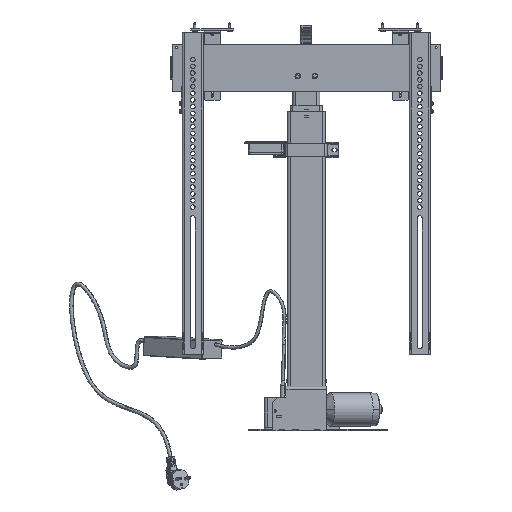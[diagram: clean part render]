
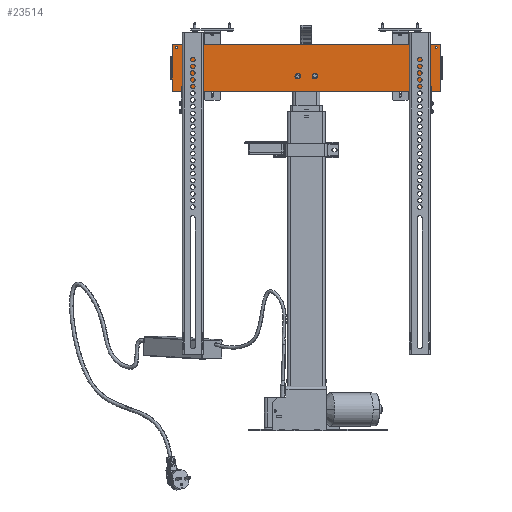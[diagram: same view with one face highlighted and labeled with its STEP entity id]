
A CAD part, front view. The second image highlights one B-rep face of the part: STEP entity #23514.
In plain terms, the highlighted face is planar.
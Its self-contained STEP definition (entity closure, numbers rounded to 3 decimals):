
#151 = FACE_BOUND ( 'NONE', #55623, .T. ) ;
#302 = AXIS2_PLACEMENT_3D ( 'NONE', #28966, #22791, #1768 ) ;
#601 = EDGE_CURVE ( 'NONE', #57350, #75555, #85529, .T. ) ;
#1497 = EDGE_CURVE ( 'NONE', #43451, #64861, #2992, .T. ) ;
#1768 = DIRECTION ( 'NONE',  ( 1., 0., 0. ) ) ;
#2992 = CIRCLE ( 'NONE', #73017, 2. ) ;
#3234 = CARTESIAN_POINT ( 'NONE',  ( 250., 41.5, 2. ) ) ;
#3328 = DIRECTION ( 'NONE',  ( -1., 0., 0. ) ) ;
#5961 = DIRECTION ( 'NONE',  ( 0., 0., 1. ) ) ;
#6187 = CARTESIAN_POINT ( 'NONE',  ( -247.5, 41.5, 2. ) ) ;
#6640 = VERTEX_POINT ( 'NONE', #15857 ) ;
#8200 = VERTEX_POINT ( 'NONE', #55665 ) ;
#8583 = CARTESIAN_POINT ( 'NONE',  ( -250., -44., 2. ) ) ;
#9654 = DIRECTION ( 'NONE',  ( 1., 0., 0. ) ) ;
#9873 = DIRECTION ( 'NONE',  ( 1., 0., 0. ) ) ;
#10121 = CIRCLE ( 'NONE', #75993, 2. ) ;
#10273 = CIRCLE ( 'NONE', #59287, 2.5 ) ;
#10906 = ORIENTED_EDGE ( 'NONE', *, *, #80783, .T. ) ;
#11542 = DIRECTION ( 'NONE',  ( 1., 0., 0. ) ) ;
#13096 = ORIENTED_EDGE ( 'NONE', *, *, #26352, .T. ) ;
#13717 = ORIENTED_EDGE ( 'NONE', *, *, #65299, .F. ) ;
#13719 = FACE_BOUND ( 'NONE', #49562, .T. ) ;
#14122 = CARTESIAN_POINT ( 'NONE',  ( -247.5, -44., 2. ) ) ;
#14389 = DIRECTION ( 'NONE',  ( 1., 0., 0. ) ) ;
#14563 = ORIENTED_EDGE ( 'NONE', *, *, #1497, .F. ) ;
#14968 = CARTESIAN_POINT ( 'NONE',  ( 16., -15.5, 2. ) ) ;
#15857 = CARTESIAN_POINT ( 'NONE',  ( 240., 38., 2. ) ) ;
#15916 = ORIENTED_EDGE ( 'NONE', *, *, #37606, .T. ) ;
#16077 = LINE ( 'NONE', #48534, #51733 ) ;
#18499 = CARTESIAN_POINT ( 'NONE',  ( 21., -15.5, 2. ) ) ;
#19366 = DIRECTION ( 'NONE',  ( 0., 0., 1. ) ) ;
#20900 = EDGE_CURVE ( 'NONE', #71473, #32676, #40136, .T. ) ;
#20984 = CARTESIAN_POINT ( 'NONE',  ( -247.5, -41.5, 2. ) ) ;
#21111 = ORIENTED_EDGE ( 'NONE', *, *, #75506, .F. ) ;
#22611 = LINE ( 'NONE', #8583, #76789 ) ;
#22791 = DIRECTION ( 'NONE',  ( 0., 0., 1. ) ) ;
#23119 = DIRECTION ( 'NONE',  ( 1., 0., 0. ) ) ;
#23158 = VERTEX_POINT ( 'NONE', #62879 ) ;
#23514 = ADVANCED_FACE ( 'NONE', ( #26474, #13719, #67217, #52322, #151 ), #26912, .T. ) ;
#23569 = CARTESIAN_POINT ( 'NONE',  ( -242., 38., 2. ) ) ;
#23731 = ORIENTED_EDGE ( 'NONE', *, *, #61776, .F. ) ;
#23932 = DIRECTION ( 'NONE',  ( 0., 0., 1. ) ) ;
#25131 = EDGE_CURVE ( 'NONE', #23158, #85418, #56155, .T. ) ;
#25247 = CARTESIAN_POINT ( 'NONE',  ( 242., 38., 2. ) ) ;
#26142 = CARTESIAN_POINT ( 'NONE',  ( -16., -15.5, 2. ) ) ;
#26352 = EDGE_CURVE ( 'NONE', #45660, #71473, #46432, .T. ) ;
#26474 = FACE_BOUND ( 'NONE', #57011, .T. ) ;
#26637 = AXIS2_PLACEMENT_3D ( 'NONE', #20984, #60877, #14389 ) ;
#26912 = PLANE ( 'NONE',  #78307 ) ;
#26917 = CARTESIAN_POINT ( 'NONE',  ( -11., -15.5, 2. ) ) ;
#27241 = EDGE_LOOP ( 'NONE', ( #66933, #47313, #28486, #10906, #38417, #13096, #41617, #15916 ) ) ;
#28049 = AXIS2_PLACEMENT_3D ( 'NONE', #25247, #23932, #72141 ) ;
#28486 = ORIENTED_EDGE ( 'NONE', *, *, #59473, .T. ) ;
#28966 = CARTESIAN_POINT ( 'NONE',  ( -16., -15.5, 2. ) ) ;
#29937 = CIRCLE ( 'NONE', #52326, 5. ) ;
#31900 = CARTESIAN_POINT ( 'NONE',  ( -250., 44., 2. ) ) ;
#32433 = CARTESIAN_POINT ( 'NONE',  ( -244., 38., 2. ) ) ;
#32622 = DIRECTION ( 'NONE',  ( 1., 0., 0. ) ) ;
#32676 = VERTEX_POINT ( 'NONE', #3234 ) ;
#35097 = AXIS2_PLACEMENT_3D ( 'NONE', #26142, #5961, #80070 ) ;
#35352 = VERTEX_POINT ( 'NONE', #79705 ) ;
#35550 = CARTESIAN_POINT ( 'NONE',  ( 247.5, -44., 2. ) ) ;
#36281 = CARTESIAN_POINT ( 'NONE',  ( 247.5, 41.5, 2. ) ) ;
#37606 = EDGE_CURVE ( 'NONE', #32676, #53046, #10273, .T. ) ;
#38104 = CIRCLE ( 'NONE', #302, 5. ) ;
#38417 = ORIENTED_EDGE ( 'NONE', *, *, #59870, .T. ) ;
#40136 = LINE ( 'NONE', #45831, #82200 ) ;
#41617 = ORIENTED_EDGE ( 'NONE', *, *, #20900, .T. ) ;
#41720 = DIRECTION ( 'NONE',  ( 0., 0., 1. ) ) ;
#43451 = VERTEX_POINT ( 'NONE', #32433 ) ;
#44652 = EDGE_LOOP ( 'NONE', ( #13717, #83243 ) ) ;
#45660 = VERTEX_POINT ( 'NONE', #35550 ) ;
#45831 = CARTESIAN_POINT ( 'NONE',  ( 250., 44., 2. ) ) ;
#45842 = DIRECTION ( 'NONE',  ( -1., 0., 0. ) ) ;
#46086 = DIRECTION ( 'NONE',  ( 1., 0., 0. ) ) ;
#46114 = AXIS2_PLACEMENT_3D ( 'NONE', #57568, #50107, #77726 ) ;
#46409 = ORIENTED_EDGE ( 'NONE', *, *, #78774, .F. ) ;
#46432 = CIRCLE ( 'NONE', #85695, 2.5 ) ;
#47313 = ORIENTED_EDGE ( 'NONE', *, *, #25131, .T. ) ;
#48534 = CARTESIAN_POINT ( 'NONE',  ( -250., 44., 2. ) ) ;
#49562 = EDGE_LOOP ( 'NONE', ( #14563, #58137 ) ) ;
#50107 = DIRECTION ( 'NONE',  ( 0., 0., 1. ) ) ;
#51733 = VECTOR ( 'NONE', #3328, 1000. ) ;
#52322 = FACE_BOUND ( 'NONE', #44652, .T. ) ;
#52326 = AXIS2_PLACEMENT_3D ( 'NONE', #14968, #41720, #68444 ) ;
#52432 = DIRECTION ( 'NONE',  ( 0., 0., 1. ) ) ;
#53046 = VERTEX_POINT ( 'NONE', #54344 ) ;
#53184 = DIRECTION ( 'NONE',  ( 0., 0., 1. ) ) ;
#53559 = EDGE_CURVE ( 'NONE', #53046, #23158, #16077, .T. ) ;
#53631 = DIRECTION ( 'NONE',  ( 0., 0., 1. ) ) ;
#54344 = CARTESIAN_POINT ( 'NONE',  ( 247.5, 44., 2. ) ) ;
#54773 = AXIS2_PLACEMENT_3D ( 'NONE', #6187, #19366, #46086 ) ;
#55059 = VERTEX_POINT ( 'NONE', #14122 ) ;
#55623 = EDGE_LOOP ( 'NONE', ( #61906, #21111 ) ) ;
#55665 = CARTESIAN_POINT ( 'NONE',  ( 244., 38., 2. ) ) ;
#55732 = CARTESIAN_POINT ( 'NONE',  ( -250., 41.5, 2. ) ) ;
#56155 = CIRCLE ( 'NONE', #54773, 2.5 ) ;
#57011 = EDGE_LOOP ( 'NONE', ( #23731, #46409 ) ) ;
#57350 = VERTEX_POINT ( 'NONE', #26917 ) ;
#57568 = CARTESIAN_POINT ( 'NONE',  ( 16., -15.5, 2. ) ) ;
#57772 = DIRECTION ( 'NONE',  ( 0., -1., 0. ) ) ;
#58137 = ORIENTED_EDGE ( 'NONE', *, *, #60584, .F. ) ;
#58589 = VERTEX_POINT ( 'NONE', #18499 ) ;
#58827 = CIRCLE ( 'NONE', #28049, 2. ) ;
#59287 = AXIS2_PLACEMENT_3D ( 'NONE', #36281, #83195, #23119 ) ;
#59473 = EDGE_CURVE ( 'NONE', #85418, #35352, #72643, .T. ) ;
#59870 = EDGE_CURVE ( 'NONE', #55059, #45660, #22611, .T. ) ;
#60206 = CARTESIAN_POINT ( 'NONE',  ( -242., 38., 2. ) ) ;
#60584 = EDGE_CURVE ( 'NONE', #64861, #43451, #69837, .T. ) ;
#60714 = CARTESIAN_POINT ( 'NONE',  ( 11., -15.5, 2. ) ) ;
#60877 = DIRECTION ( 'NONE',  ( 0., 0., 1. ) ) ;
#61776 = EDGE_CURVE ( 'NONE', #6640, #8200, #58827, .T. ) ;
#61906 = ORIENTED_EDGE ( 'NONE', *, *, #85331, .F. ) ;
#62696 = VECTOR ( 'NONE', #57772, 1000. ) ;
#62879 = CARTESIAN_POINT ( 'NONE',  ( -247.5, 44., 2. ) ) ;
#63984 = DIRECTION ( 'NONE',  ( 0., 0., 1. ) ) ;
#64861 = VERTEX_POINT ( 'NONE', #85563 ) ;
#65299 = EDGE_CURVE ( 'NONE', #75555, #57350, #38104, .T. ) ;
#66048 = VERTEX_POINT ( 'NONE', #60714 ) ;
#66933 = ORIENTED_EDGE ( 'NONE', *, *, #53559, .T. ) ;
#67217 = FACE_OUTER_BOUND ( 'NONE', #27241, .T. ) ;
#67243 = CIRCLE ( 'NONE', #26637, 2.5 ) ;
#68444 = DIRECTION ( 'NONE',  ( -1., 0., 0. ) ) ;
#69208 = DIRECTION ( 'NONE',  ( 1., 0., 0. ) ) ;
#69630 = DIRECTION ( 'NONE',  ( 0., 0., 1. ) ) ;
#69837 = CIRCLE ( 'NONE', #72659, 2. ) ;
#71141 = CARTESIAN_POINT ( 'NONE',  ( -21., -15.5, 2. ) ) ;
#71473 = VERTEX_POINT ( 'NONE', #84562 ) ;
#72141 = DIRECTION ( 'NONE',  ( -1., 0., 0. ) ) ;
#72643 = LINE ( 'NONE', #31900, #62696 ) ;
#72659 = AXIS2_PLACEMENT_3D ( 'NONE', #23569, #69630, #69208 ) ;
#73017 = AXIS2_PLACEMENT_3D ( 'NONE', #60206, #53184, #11542 ) ;
#75506 = EDGE_CURVE ( 'NONE', #58589, #66048, #75563, .T. ) ;
#75555 = VERTEX_POINT ( 'NONE', #71141 ) ;
#75563 = CIRCLE ( 'NONE', #46114, 5. ) ;
#75993 = AXIS2_PLACEMENT_3D ( 'NONE', #85335, #52432, #45842 ) ;
#76789 = VECTOR ( 'NONE', #9873, 1000. ) ;
#77726 = DIRECTION ( 'NONE',  ( -1., 0., 0. ) ) ;
#78034 = CARTESIAN_POINT ( 'NONE',  ( 247.5, -41.5, 2. ) ) ;
#78307 = AXIS2_PLACEMENT_3D ( 'NONE', #85674, #53631, #32622 ) ;
#78774 = EDGE_CURVE ( 'NONE', #8200, #6640, #10121, .T. ) ;
#79705 = CARTESIAN_POINT ( 'NONE',  ( -250., -41.5, 2. ) ) ;
#80070 = DIRECTION ( 'NONE',  ( 1., 0., 0. ) ) ;
#80480 = DIRECTION ( 'NONE',  ( 0., 1., 0. ) ) ;
#80783 = EDGE_CURVE ( 'NONE', #35352, #55059, #67243, .T. ) ;
#82200 = VECTOR ( 'NONE', #80480, 1000. ) ;
#83195 = DIRECTION ( 'NONE',  ( 0., 0., 1. ) ) ;
#83243 = ORIENTED_EDGE ( 'NONE', *, *, #601, .F. ) ;
#84562 = CARTESIAN_POINT ( 'NONE',  ( 250., -41.5, 2. ) ) ;
#85331 = EDGE_CURVE ( 'NONE', #66048, #58589, #29937, .T. ) ;
#85335 = CARTESIAN_POINT ( 'NONE',  ( 242., 38., 2. ) ) ;
#85418 = VERTEX_POINT ( 'NONE', #55732 ) ;
#85529 = CIRCLE ( 'NONE', #35097, 5. ) ;
#85563 = CARTESIAN_POINT ( 'NONE',  ( -240., 38., 2. ) ) ;
#85674 = CARTESIAN_POINT ( 'NONE',  ( 0., 0., 2. ) ) ;
#85695 = AXIS2_PLACEMENT_3D ( 'NONE', #78034, #63984, #9654 ) ;
